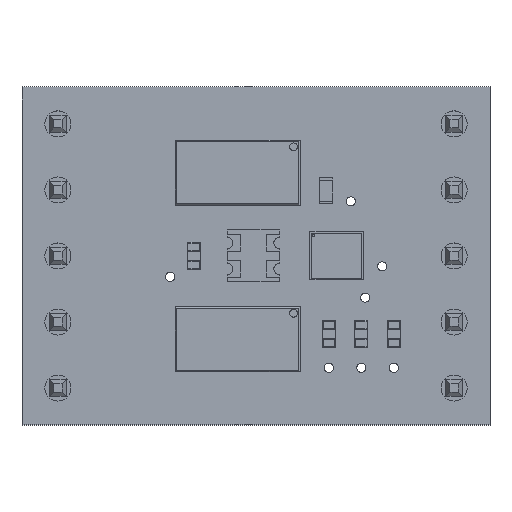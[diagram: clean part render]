
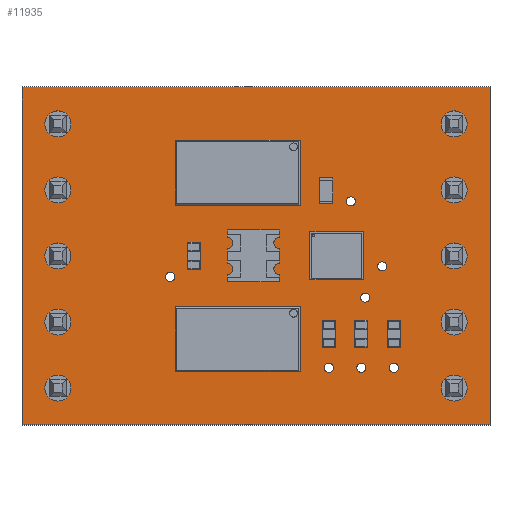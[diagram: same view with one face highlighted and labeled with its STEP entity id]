
A CAD part, top view. The second image highlights one B-rep face of the part: STEP entity #11935.
In plain terms, the highlighted planar face has unit normal (0, 0, 1).
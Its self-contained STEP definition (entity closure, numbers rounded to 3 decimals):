
#445=FACE_BOUND('',#1722,.T.);
#446=FACE_BOUND('',#1723,.T.);
#447=FACE_BOUND('',#1724,.T.);
#448=FACE_BOUND('',#1725,.T.);
#449=FACE_BOUND('',#1726,.T.);
#450=FACE_BOUND('',#1727,.T.);
#451=FACE_BOUND('',#1728,.T.);
#452=FACE_BOUND('',#1729,.T.);
#453=FACE_BOUND('',#1730,.T.);
#454=FACE_BOUND('',#1731,.T.);
#455=FACE_BOUND('',#1732,.T.);
#456=FACE_BOUND('',#1733,.T.);
#457=FACE_BOUND('',#1734,.T.);
#458=FACE_BOUND('',#1735,.T.);
#459=FACE_BOUND('',#1736,.T.);
#460=FACE_BOUND('',#1737,.T.);
#461=FACE_BOUND('',#1738,.T.);
#462=FACE_BOUND('',#1739,.T.);
#463=FACE_BOUND('',#1740,.T.);
#550=PLANE('',#12742);
#1041=FACE_OUTER_BOUND('',#1721,.T.);
#1721=EDGE_LOOP('',(#8038,#8039,#8040,#8041));
#1722=EDGE_LOOP('',(#8042));
#1723=EDGE_LOOP('',(#8043));
#1724=EDGE_LOOP('',(#8044));
#1725=EDGE_LOOP('',(#8045));
#1726=EDGE_LOOP('',(#8046));
#1727=EDGE_LOOP('',(#8047));
#1728=EDGE_LOOP('',(#8048));
#1729=EDGE_LOOP('',(#8049));
#1730=EDGE_LOOP('',(#8050));
#1731=EDGE_LOOP('',(#8051));
#1732=EDGE_LOOP('',(#8052));
#1733=EDGE_LOOP('',(#8053));
#1734=EDGE_LOOP('',(#8054));
#1735=EDGE_LOOP('',(#8055));
#1736=EDGE_LOOP('',(#8056));
#1737=EDGE_LOOP('',(#8057));
#1738=EDGE_LOOP('',(#8058));
#1739=EDGE_LOOP('',(#8059));
#1740=EDGE_LOOP('',(#8060));
#2500=LINE('',#16389,#3783);
#2503=LINE('',#16395,#3786);
#2506=LINE('',#16401,#3789);
#2509=LINE('',#16405,#3792);
#3783=VECTOR('',#13589,10.);
#3786=VECTOR('',#13594,10.);
#3789=VECTOR('',#13599,10.);
#3792=VECTOR('',#13604,10.);
#5046=CIRCLE('',#12683,0.5);
#5048=CIRCLE('',#12686,0.5);
#5050=CIRCLE('',#12689,0.5);
#5052=CIRCLE('',#12692,0.5);
#5054=CIRCLE('',#12695,0.175);
#5056=CIRCLE('',#12698,0.175);
#5058=CIRCLE('',#12701,0.175);
#5060=CIRCLE('',#12704,0.175);
#5062=CIRCLE('',#12707,0.175);
#5064=CIRCLE('',#12710,0.175);
#5066=CIRCLE('',#12713,0.175);
#5068=CIRCLE('',#12716,0.175);
#5070=CIRCLE('',#12719,0.175);
#5072=CIRCLE('',#12722,0.5);
#5074=CIRCLE('',#12725,0.5);
#5076=CIRCLE('',#12728,0.5);
#5078=CIRCLE('',#12731,0.5);
#5080=CIRCLE('',#12734,0.5);
#5082=CIRCLE('',#12737,0.5);
#5214=VERTEX_POINT('',#16271);
#5216=VERTEX_POINT('',#16277);
#5218=VERTEX_POINT('',#16283);
#5220=VERTEX_POINT('',#16289);
#5222=VERTEX_POINT('',#16295);
#5224=VERTEX_POINT('',#16301);
#5226=VERTEX_POINT('',#16307);
#5228=VERTEX_POINT('',#16313);
#5230=VERTEX_POINT('',#16319);
#5232=VERTEX_POINT('',#16325);
#5234=VERTEX_POINT('',#16331);
#5236=VERTEX_POINT('',#16337);
#5238=VERTEX_POINT('',#16343);
#5240=VERTEX_POINT('',#16349);
#5242=VERTEX_POINT('',#16355);
#5244=VERTEX_POINT('',#16361);
#5246=VERTEX_POINT('',#16367);
#5248=VERTEX_POINT('',#16373);
#5250=VERTEX_POINT('',#16379);
#5253=VERTEX_POINT('',#16386);
#5254=VERTEX_POINT('',#16388);
#5256=VERTEX_POINT('',#16394);
#5258=VERTEX_POINT('',#16400);
#6281=EDGE_CURVE('',#5214,#5214,#5046,.T.);
#6284=EDGE_CURVE('',#5216,#5216,#5048,.T.);
#6287=EDGE_CURVE('',#5218,#5218,#5050,.T.);
#6290=EDGE_CURVE('',#5220,#5220,#5052,.T.);
#6293=EDGE_CURVE('',#5222,#5222,#5054,.T.);
#6296=EDGE_CURVE('',#5224,#5224,#5056,.T.);
#6299=EDGE_CURVE('',#5226,#5226,#5058,.T.);
#6302=EDGE_CURVE('',#5228,#5228,#5060,.T.);
#6305=EDGE_CURVE('',#5230,#5230,#5062,.T.);
#6308=EDGE_CURVE('',#5232,#5232,#5064,.T.);
#6311=EDGE_CURVE('',#5234,#5234,#5066,.T.);
#6314=EDGE_CURVE('',#5236,#5236,#5068,.T.);
#6317=EDGE_CURVE('',#5238,#5238,#5070,.T.);
#6320=EDGE_CURVE('',#5240,#5240,#5072,.T.);
#6323=EDGE_CURVE('',#5242,#5242,#5074,.T.);
#6326=EDGE_CURVE('',#5244,#5244,#5076,.T.);
#6329=EDGE_CURVE('',#5246,#5246,#5078,.T.);
#6332=EDGE_CURVE('',#5248,#5248,#5080,.T.);
#6335=EDGE_CURVE('',#5250,#5250,#5082,.T.);
#6338=EDGE_CURVE('',#5254,#5253,#2500,.T.);
#6341=EDGE_CURVE('',#5256,#5254,#2503,.T.);
#6344=EDGE_CURVE('',#5258,#5256,#2506,.T.);
#6347=EDGE_CURVE('',#5253,#5258,#2509,.T.);
#8038=ORIENTED_EDGE('',*,*,#6347,.T.);
#8039=ORIENTED_EDGE('',*,*,#6344,.T.);
#8040=ORIENTED_EDGE('',*,*,#6341,.T.);
#8041=ORIENTED_EDGE('',*,*,#6338,.T.);
#8042=ORIENTED_EDGE('',*,*,#6281,.T.);
#8043=ORIENTED_EDGE('',*,*,#6284,.T.);
#8044=ORIENTED_EDGE('',*,*,#6287,.T.);
#8045=ORIENTED_EDGE('',*,*,#6290,.T.);
#8046=ORIENTED_EDGE('',*,*,#6293,.T.);
#8047=ORIENTED_EDGE('',*,*,#6296,.T.);
#8048=ORIENTED_EDGE('',*,*,#6299,.T.);
#8049=ORIENTED_EDGE('',*,*,#6302,.T.);
#8050=ORIENTED_EDGE('',*,*,#6305,.T.);
#8051=ORIENTED_EDGE('',*,*,#6308,.T.);
#8052=ORIENTED_EDGE('',*,*,#6311,.T.);
#8053=ORIENTED_EDGE('',*,*,#6314,.T.);
#8054=ORIENTED_EDGE('',*,*,#6317,.T.);
#8055=ORIENTED_EDGE('',*,*,#6320,.T.);
#8056=ORIENTED_EDGE('',*,*,#6323,.T.);
#8057=ORIENTED_EDGE('',*,*,#6326,.T.);
#8058=ORIENTED_EDGE('',*,*,#6329,.T.);
#8059=ORIENTED_EDGE('',*,*,#6332,.T.);
#8060=ORIENTED_EDGE('',*,*,#6335,.T.);
#11935=ADVANCED_FACE('',(#1041,#445,#446,#447,#448,#449,#450,#451,#452,
#453,#454,#455,#456,#457,#458,#459,#460,#461,#462,#463),#550,.T.);
#12683=AXIS2_PLACEMENT_3D('',#16273,#13457,#13458);
#12686=AXIS2_PLACEMENT_3D('',#16279,#13464,#13465);
#12689=AXIS2_PLACEMENT_3D('',#16285,#13471,#13472);
#12692=AXIS2_PLACEMENT_3D('',#16291,#13478,#13479);
#12695=AXIS2_PLACEMENT_3D('',#16297,#13485,#13486);
#12698=AXIS2_PLACEMENT_3D('',#16303,#13492,#13493);
#12701=AXIS2_PLACEMENT_3D('',#16309,#13499,#13500);
#12704=AXIS2_PLACEMENT_3D('',#16315,#13506,#13507);
#12707=AXIS2_PLACEMENT_3D('',#16321,#13513,#13514);
#12710=AXIS2_PLACEMENT_3D('',#16327,#13520,#13521);
#12713=AXIS2_PLACEMENT_3D('',#16333,#13527,#13528);
#12716=AXIS2_PLACEMENT_3D('',#16339,#13534,#13535);
#12719=AXIS2_PLACEMENT_3D('',#16345,#13541,#13542);
#12722=AXIS2_PLACEMENT_3D('',#16351,#13548,#13549);
#12725=AXIS2_PLACEMENT_3D('',#16357,#13555,#13556);
#12728=AXIS2_PLACEMENT_3D('',#16363,#13562,#13563);
#12731=AXIS2_PLACEMENT_3D('',#16369,#13569,#13570);
#12734=AXIS2_PLACEMENT_3D('',#16375,#13576,#13577);
#12737=AXIS2_PLACEMENT_3D('',#16381,#13583,#13584);
#12742=AXIS2_PLACEMENT_3D('',#16406,#13605,#13606);
#13457=DIRECTION('center_axis',(0.,0.,-1.));
#13458=DIRECTION('ref_axis',(-1.,0.,0.));
#13464=DIRECTION('center_axis',(0.,0.,-1.));
#13465=DIRECTION('ref_axis',(-1.,0.,0.));
#13471=DIRECTION('center_axis',(0.,0.,-1.));
#13472=DIRECTION('ref_axis',(-1.,0.,0.));
#13478=DIRECTION('center_axis',(0.,0.,-1.));
#13479=DIRECTION('ref_axis',(-1.,0.,0.));
#13485=DIRECTION('center_axis',(0.,0.,-1.));
#13486=DIRECTION('ref_axis',(1.,0.,0.));
#13492=DIRECTION('center_axis',(0.,0.,-1.));
#13493=DIRECTION('ref_axis',(1.,0.,0.));
#13499=DIRECTION('center_axis',(0.,0.,-1.));
#13500=DIRECTION('ref_axis',(1.,0.,0.));
#13506=DIRECTION('center_axis',(0.,0.,-1.));
#13507=DIRECTION('ref_axis',(1.,0.,0.));
#13513=DIRECTION('center_axis',(0.,0.,-1.));
#13514=DIRECTION('ref_axis',(1.,0.,0.));
#13520=DIRECTION('center_axis',(0.,0.,-1.));
#13521=DIRECTION('ref_axis',(1.,0.,0.));
#13527=DIRECTION('center_axis',(0.,0.,-1.));
#13528=DIRECTION('ref_axis',(1.,0.,0.));
#13534=DIRECTION('center_axis',(0.,0.,-1.));
#13535=DIRECTION('ref_axis',(1.,0.,0.));
#13541=DIRECTION('center_axis',(0.,0.,-1.));
#13542=DIRECTION('ref_axis',(1.,0.,0.));
#13548=DIRECTION('center_axis',(0.,0.,-1.));
#13549=DIRECTION('ref_axis',(-1.,0.,0.));
#13555=DIRECTION('center_axis',(0.,0.,-1.));
#13556=DIRECTION('ref_axis',(-1.,0.,0.));
#13562=DIRECTION('center_axis',(0.,0.,-1.));
#13563=DIRECTION('ref_axis',(-1.,0.,0.));
#13569=DIRECTION('center_axis',(0.,0.,-1.));
#13570=DIRECTION('ref_axis',(-1.,0.,0.));
#13576=DIRECTION('center_axis',(0.,0.,-1.));
#13577=DIRECTION('ref_axis',(-1.,0.,0.));
#13583=DIRECTION('center_axis',(0.,0.,-1.));
#13584=DIRECTION('ref_axis',(-1.,0.,0.));
#13589=DIRECTION('',(-1.,0.,0.));
#13594=DIRECTION('',(0.,1.,0.));
#13599=DIRECTION('',(1.,0.,0.));
#13604=DIRECTION('',(0.,-1.,0.));
#13605=DIRECTION('center_axis',(0.,0.,1.));
#13606=DIRECTION('ref_axis',(1.,0.,0.));
#16271=CARTESIAN_POINT('',(8.12,-2.54,1.671));
#16273=CARTESIAN_POINT('Origin',(7.62,-2.54,1.671));
#16277=CARTESIAN_POINT('',(8.12,2.54,1.671));
#16279=CARTESIAN_POINT('Origin',(7.62,2.54,1.671));
#16283=CARTESIAN_POINT('',(-7.12,-5.08,1.671));
#16285=CARTESIAN_POINT('Origin',(-7.62,-5.08,1.671));
#16289=CARTESIAN_POINT('',(-7.12,0.,1.671));
#16291=CARTESIAN_POINT('Origin',(-7.62,0.,1.671));
#16295=CARTESIAN_POINT('',(3.875,-4.3,1.671));
#16297=CARTESIAN_POINT('Origin',(4.05,-4.3,1.671));
#16301=CARTESIAN_POINT('',(3.475,2.1,1.671));
#16303=CARTESIAN_POINT('Origin',(3.65,2.1,1.671));
#16307=CARTESIAN_POINT('',(4.025,-1.6,1.671));
#16309=CARTESIAN_POINT('Origin',(4.2,-1.6,1.671));
#16313=CARTESIAN_POINT('',(-0.875,3.2,1.671));
#16315=CARTESIAN_POINT('Origin',(-0.7,3.2,1.671));
#16319=CARTESIAN_POINT('',(-3.475,-0.8,1.671));
#16321=CARTESIAN_POINT('Origin',(-3.3,-0.8,1.671));
#16325=CARTESIAN_POINT('',(5.125,-4.3,1.671));
#16327=CARTESIAN_POINT('Origin',(5.3,-4.3,1.671));
#16331=CARTESIAN_POINT('',(2.625,-4.3,1.671));
#16333=CARTESIAN_POINT('Origin',(2.8,-4.3,1.671));
#16337=CARTESIAN_POINT('',(-0.875,-3.2,1.671));
#16339=CARTESIAN_POINT('Origin',(-0.7,-3.2,1.671));
#16343=CARTESIAN_POINT('',(4.675,-0.4,1.671));
#16345=CARTESIAN_POINT('Origin',(4.85,-0.4,1.671));
#16349=CARTESIAN_POINT('',(-7.12,5.08,1.671));
#16351=CARTESIAN_POINT('Origin',(-7.62,5.08,1.671));
#16355=CARTESIAN_POINT('',(-7.12,2.54,1.671));
#16357=CARTESIAN_POINT('Origin',(-7.62,2.54,1.671));
#16361=CARTESIAN_POINT('',(-7.12,-2.54,1.671));
#16363=CARTESIAN_POINT('Origin',(-7.62,-2.54,1.671));
#16367=CARTESIAN_POINT('',(8.12,5.08,1.671));
#16369=CARTESIAN_POINT('Origin',(7.62,5.08,1.671));
#16373=CARTESIAN_POINT('',(8.12,0.,1.671));
#16375=CARTESIAN_POINT('Origin',(7.62,0.,1.671));
#16379=CARTESIAN_POINT('',(8.12,-5.08,1.671));
#16381=CARTESIAN_POINT('Origin',(7.62,-5.08,1.671));
#16386=CARTESIAN_POINT('',(-9.,6.5,1.671));
#16388=CARTESIAN_POINT('',(9.,6.5,1.671));
#16389=CARTESIAN_POINT('',(9.,6.5,1.671));
#16394=CARTESIAN_POINT('',(9.,-6.5,1.671));
#16395=CARTESIAN_POINT('',(9.,-6.5,1.671));
#16400=CARTESIAN_POINT('',(-9.,-6.5,1.671));
#16401=CARTESIAN_POINT('',(-9.,-6.5,1.671));
#16405=CARTESIAN_POINT('',(-9.,6.5,1.671));
#16406=CARTESIAN_POINT('Origin',(0.,0.,1.671));
